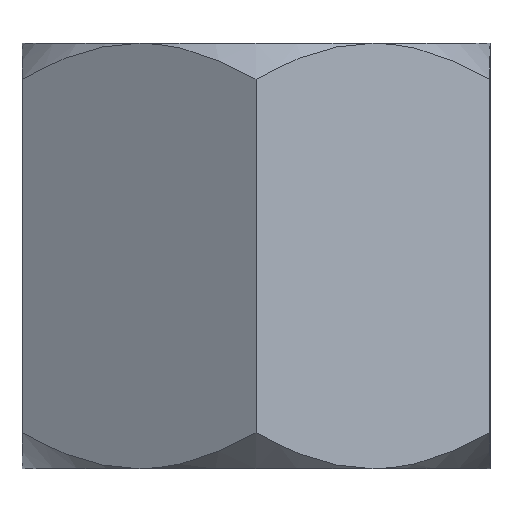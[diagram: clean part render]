
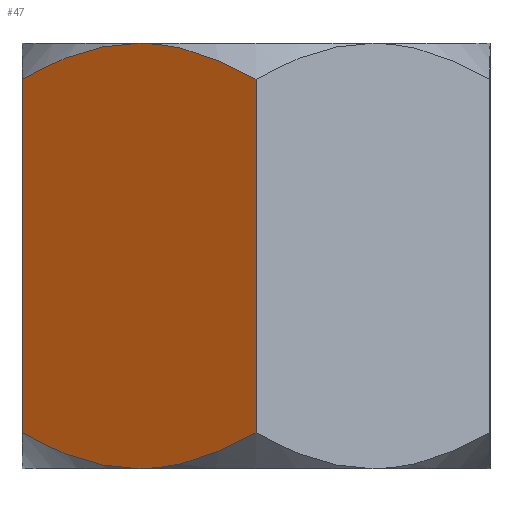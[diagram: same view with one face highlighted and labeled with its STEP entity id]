
A CAD part, left-side view. The second image highlights one B-rep face of the part: STEP entity #47.
In plain terms, the highlighted planar face has unit normal (-0.866, 0.5, 0).
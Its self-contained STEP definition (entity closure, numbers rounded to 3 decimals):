
#47 = ADVANCED_FACE( '', ( #110 ), #111, .F. );
#110 = FACE_OUTER_BOUND( '', #191, .T. );
#111 = PLANE( '', #192 );
#191 = EDGE_LOOP( '', ( #266, #267, #268, #269, #270, #271 ) );
#192 = AXIS2_PLACEMENT_3D( '', #272, #273, #274 );
#266 = ORIENTED_EDGE( '', *, *, #450, .F. );
#267 = ORIENTED_EDGE( '', *, *, #451, .F. );
#268 = ORIENTED_EDGE( '', *, *, #452, .T. );
#269 = ORIENTED_EDGE( '', *, *, #453, .T. );
#270 = ORIENTED_EDGE( '', *, *, #454, .T. );
#271 = ORIENTED_EDGE( '', *, *, #455, .F. );
#272 = CARTESIAN_POINT( '', ( -1.588, 2.75, 2.5 ) );
#273 = DIRECTION( '', ( 0.866, -0.5, 0. ) );
#274 = DIRECTION( '', ( 0.5, 0.866, 0. ) );
#450 = EDGE_CURVE( '', #519, #520, #521, .T. );
#451 = EDGE_CURVE( '', #522, #519, #523, .T. );
#452 = EDGE_CURVE( '', #522, #524, #525, .T. );
#453 = EDGE_CURVE( '', #524, #526, #527, .T. );
#454 = EDGE_CURVE( '', #526, #528, #529, .T. );
#455 = EDGE_CURVE( '', #520, #528, #530, .T. );
#519 = VERTEX_POINT( '', #616 );
#520 = VERTEX_POINT( '', #617 );
#521 = B_SPLINE_CURVE_WITH_KNOTS( '', 3, ( #618, #619, #620, #621, #622, #623, #624, #625 ), .UNSPECIFIED., .F., .F., ( 4, 2, 2, 4 ), ( 0., 0.001, 0.001, 0.002 ), .UNSPECIFIED. );
#522 = VERTEX_POINT( '', #626 );
#523 = LINE( '', #627, #628 );
#524 = VERTEX_POINT( '', #629 );
#525 = B_SPLINE_CURVE_WITH_KNOTS( '', 3, ( #630, #631, #632, #633, #634, #635, #636, #637 ), .UNSPECIFIED., .F., .F., ( 4, 2, 2, 4 ), ( 0., 0.001, 0.001, 0.002 ), .UNSPECIFIED. );
#526 = VERTEX_POINT( '', #638 );
#527 = B_SPLINE_CURVE_WITH_KNOTS( '', 3, ( #639, #640, #641, #642, #643, #644 ), .UNSPECIFIED., .F., .F., ( 4, 2, 4 ), ( 0.002, 0.002, 0.003 ), .UNSPECIFIED. );
#528 = VERTEX_POINT( '', #645 );
#529 = LINE( '', #646, #647 );
#530 = B_SPLINE_CURVE_WITH_KNOTS( '', 3, ( #648, #649, #650, #651, #652, #653 ), .UNSPECIFIED., .F., .F., ( 4, 2, 4 ), ( 0.002, 0.002, 0.003 ), .UNSPECIFIED. );
#616 = CARTESIAN_POINT( '', ( -3.175, 0., -2.075 ) );
#617 = CARTESIAN_POINT( '', ( -2.382, 1.375, -2.5 ) );
#618 = CARTESIAN_POINT( '', ( -3.175, 0., -2.075 ) );
#619 = CARTESIAN_POINT( '', ( -3.051, 0.216, -2.199 ) );
#620 = CARTESIAN_POINT( '', ( -2.924, 0.436, -2.305 ) );
#621 = CARTESIAN_POINT( '', ( -2.726, 0.779, -2.418 ) );
#622 = CARTESIAN_POINT( '', ( -2.659, 0.895, -2.448 ) );
#623 = CARTESIAN_POINT( '', ( -2.522, 1.132, -2.489 ) );
#624 = CARTESIAN_POINT( '', ( -2.451, 1.255, -2.5 ) );
#625 = CARTESIAN_POINT( '', ( -2.382, 1.375, -2.5 ) );
#626 = CARTESIAN_POINT( '', ( -3.175, 0., 2.075 ) );
#627 = CARTESIAN_POINT( '', ( -3.175, 0., 2.5 ) );
#628 = VECTOR( '', #870, 1000. );
#629 = CARTESIAN_POINT( '', ( -2.382, 1.375, 2.5 ) );
#630 = CARTESIAN_POINT( '', ( -3.175, 0., 2.075 ) );
#631 = CARTESIAN_POINT( '', ( -3.051, 0.216, 2.199 ) );
#632 = CARTESIAN_POINT( '', ( -2.924, 0.436, 2.305 ) );
#633 = CARTESIAN_POINT( '', ( -2.726, 0.779, 2.418 ) );
#634 = CARTESIAN_POINT( '', ( -2.659, 0.895, 2.448 ) );
#635 = CARTESIAN_POINT( '', ( -2.522, 1.132, 2.489 ) );
#636 = CARTESIAN_POINT( '', ( -2.451, 1.255, 2.5 ) );
#637 = CARTESIAN_POINT( '', ( -2.382, 1.375, 2.5 ) );
#638 = CARTESIAN_POINT( '', ( -1.588, 2.75, 2.075 ) );
#639 = CARTESIAN_POINT( '', ( -2.382, 1.375, 2.5 ) );
#640 = CARTESIAN_POINT( '', ( -2.243, 1.614, 2.5 ) );
#641 = CARTESIAN_POINT( '', ( -2.108, 1.849, 2.458 ) );
#642 = CARTESIAN_POINT( '', ( -1.84, 2.313, 2.306 ) );
#643 = CARTESIAN_POINT( '', ( -1.712, 2.535, 2.199 ) );
#644 = CARTESIAN_POINT( '', ( -1.588, 2.75, 2.075 ) );
#645 = CARTESIAN_POINT( '', ( -1.588, 2.75, -2.075 ) );
#646 = CARTESIAN_POINT( '', ( -1.588, 2.75, 2.5 ) );
#647 = VECTOR( '', #871, 1000. );
#648 = CARTESIAN_POINT( '', ( -2.382, 1.375, -2.5 ) );
#649 = CARTESIAN_POINT( '', ( -2.243, 1.614, -2.5 ) );
#650 = CARTESIAN_POINT( '', ( -2.108, 1.849, -2.458 ) );
#651 = CARTESIAN_POINT( '', ( -1.84, 2.313, -2.306 ) );
#652 = CARTESIAN_POINT( '', ( -1.712, 2.535, -2.199 ) );
#653 = CARTESIAN_POINT( '', ( -1.588, 2.75, -2.075 ) );
#870 = DIRECTION( '', ( 0., 0., -1. ) );
#871 = DIRECTION( '', ( 0., 0., -1. ) );
